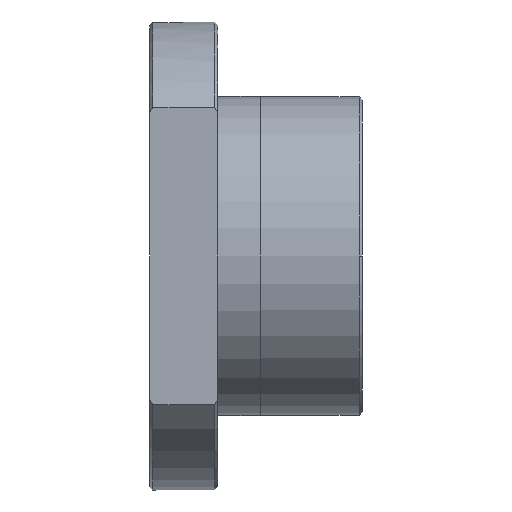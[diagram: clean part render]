
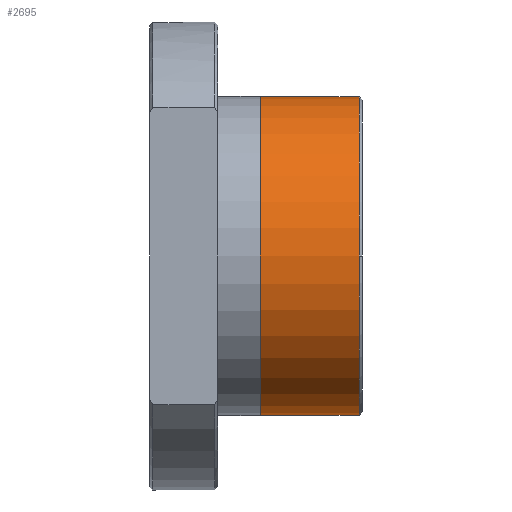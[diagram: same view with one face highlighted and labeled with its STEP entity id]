
A CAD part, front view. The second image highlights one B-rep face of the part: STEP entity #2695.
In plain terms, the highlighted cylindrical face has radius 37.4 mm (diameter 74.8 mm), a partial arc.
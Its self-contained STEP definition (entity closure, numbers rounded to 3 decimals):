
#18 = DIRECTION ( 'NONE',  ( 0., 0., -1. ) ) ;
#243 = ORIENTED_EDGE ( 'NONE', *, *, #1471, .F. ) ;
#299 = VECTOR ( 'NONE', #2159, 1000. ) ;
#302 = DIRECTION ( 'NONE',  ( 0., 0., -1. ) ) ;
#334 = CARTESIAN_POINT ( 'NONE',  ( 2262.626, 0., 0. ) ) ;
#373 = VERTEX_POINT ( 'NONE', #397 ) ;
#381 = VECTOR ( 'NONE', #1690, 1000. ) ;
#397 = CARTESIAN_POINT ( 'NONE',  ( 2251., 0., 37.4 ) ) ;
#410 = CARTESIAN_POINT ( 'NONE',  ( 2251., 0., -37.4 ) ) ;
#426 = CARTESIAN_POINT ( 'NONE',  ( 2274.252, 0., 0. ) ) ;
#499 = ORIENTED_EDGE ( 'NONE', *, *, #2257, .T. ) ;
#542 = LINE ( 'NONE', #3517, #299 ) ;
#573 = CIRCLE ( 'NONE', #1265, 37.4 ) ;
#586 = DIRECTION ( 'NONE',  ( -1., 0., 0. ) ) ;
#607 = CARTESIAN_POINT ( 'NONE',  ( 2251., 0., 0. ) ) ;
#738 = CARTESIAN_POINT ( 'NONE',  ( 2274.252, 0., 37.4 ) ) ;
#788 = CARTESIAN_POINT ( 'NONE',  ( 2274.252, -37.4, 0. ) ) ;
#849 = EDGE_CURVE ( 'NONE', #3552, #1688, #1050, .T. ) ;
#944 = DIRECTION ( 'NONE',  ( 1., 0., 0. ) ) ;
#1050 = CIRCLE ( 'NONE', #2467, 37.4 ) ;
#1102 = AXIS2_PLACEMENT_3D ( 'NONE', #426, #1786, #2082 ) ;
#1265 = AXIS2_PLACEMENT_3D ( 'NONE', #607, #3432, #18 ) ;
#1471 = EDGE_CURVE ( 'NONE', #1601, #373, #573, .T. ) ;
#1538 = ORIENTED_EDGE ( 'NONE', *, *, #3253, .F. ) ;
#1601 = VERTEX_POINT ( 'NONE', #410 ) ;
#1688 = VERTEX_POINT ( 'NONE', #738 ) ;
#1690 = DIRECTION ( 'NONE',  ( 1., 0., 0. ) ) ;
#1786 = DIRECTION ( 'NONE',  ( -1., 0., 0. ) ) ;
#1790 = VERTEX_POINT ( 'NONE', #3270 ) ;
#1942 = EDGE_CURVE ( 'NONE', #1601, #1790, #3073, .T. ) ;
#2028 = CARTESIAN_POINT ( 'NONE',  ( 2274.252, 0., 0. ) ) ;
#2082 = DIRECTION ( 'NONE',  ( 0., 0., -1. ) ) ;
#2098 = EDGE_LOOP ( 'NONE', ( #1538, #243, #2904, #499, #2604 ) ) ;
#2102 = AXIS2_PLACEMENT_3D ( 'NONE', #334, #944, #2597 ) ;
#2159 = DIRECTION ( 'NONE',  ( 1., 0., 0. ) ) ;
#2257 = EDGE_CURVE ( 'NONE', #1790, #3552, #2293, .T. ) ;
#2293 = CIRCLE ( 'NONE', #1102, 37.4 ) ;
#2467 = AXIS2_PLACEMENT_3D ( 'NONE', #2028, #586, #302 ) ;
#2597 = DIRECTION ( 'NONE',  ( 0., 0., -1. ) ) ;
#2604 = ORIENTED_EDGE ( 'NONE', *, *, #849, .T. ) ;
#2695 = ADVANCED_FACE ( 'NONE', ( #2845 ), #2862, .T. ) ;
#2845 = FACE_OUTER_BOUND ( 'NONE', #2098, .T. ) ;
#2862 = CYLINDRICAL_SURFACE ( 'NONE', #2102, 37.4 ) ;
#2904 = ORIENTED_EDGE ( 'NONE', *, *, #1942, .T. ) ;
#3054 = CARTESIAN_POINT ( 'NONE',  ( 2262.626, 0., -37.4 ) ) ;
#3073 = LINE ( 'NONE', #3054, #381 ) ;
#3253 = EDGE_CURVE ( 'NONE', #373, #1688, #542, .T. ) ;
#3270 = CARTESIAN_POINT ( 'NONE',  ( 2274.252, 0., -37.4 ) ) ;
#3432 = DIRECTION ( 'NONE',  ( -1., 0., 0. ) ) ;
#3517 = CARTESIAN_POINT ( 'NONE',  ( 2262.626, 0., 37.4 ) ) ;
#3552 = VERTEX_POINT ( 'NONE', #788 ) ;
